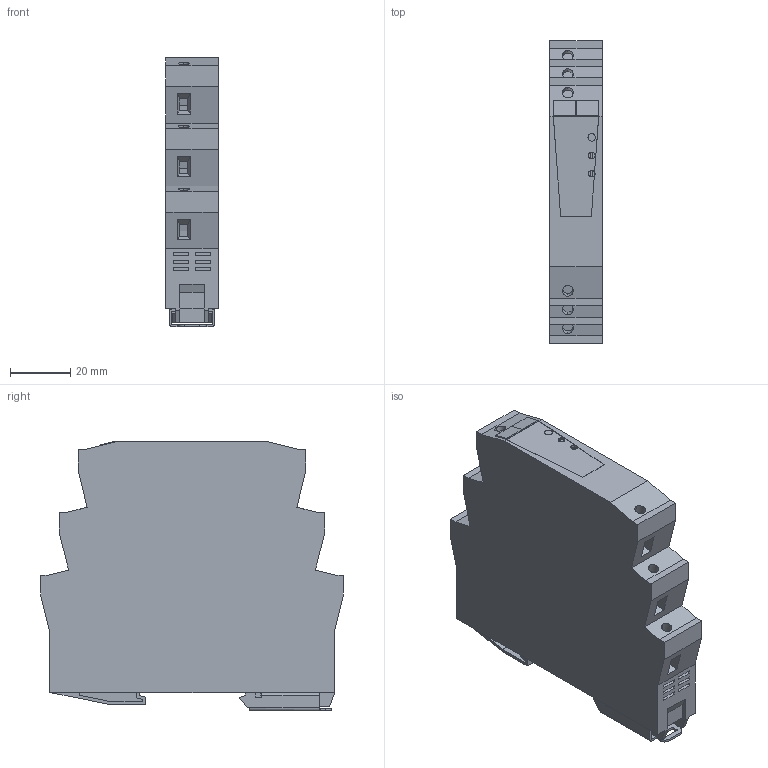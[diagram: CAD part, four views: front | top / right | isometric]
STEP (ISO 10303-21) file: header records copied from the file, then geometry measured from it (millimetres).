
FILE_DESCRIPTION(('CATIA V5R24 STEP','CAx-IF Rec.Pracs.--- Model Styling and Organization---1.2---2011-12-15'),'2;1');
FILE_NAME ('13117663_2', '2018-06-13T11:02:01+00:00', ('Weidmueller Interface'), ('Weidmueller'), 'CATIA Version 5-6 Release 2014 SP4', 'CATIA V5 STEP AP214', 'none');
FILE_SCHEMA(('AUTOMOTIVE_DESIGN { 1 0 10303 214 1 1 1 1 }'));
Length unit declared in the file: millimetre
Products named in the file (1): 7760054176
Bounding box: 17.5 x 100 x 89.29 mm (x, y, z)
Volume: 127377.1 mm3; surface area: 26044.7 mm2
Topology: 8 solids, 8 shells, 437 faces, 1179 edges, 791 vertices
Faces by surface type: plane 370, cylinder 55, extrusion 12
Entity records: 13507 total; most frequent: CARTESIAN_POINT 2705, ORIENTED_EDGE 2358, DIRECTION 1680, EDGE_CURVE 1179, VECTOR 1031, LINE 1019, VERTEX_POINT 791, EDGE_LOOP 476
